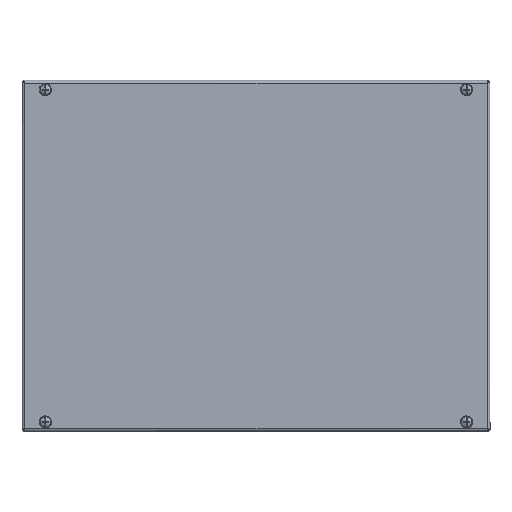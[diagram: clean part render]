
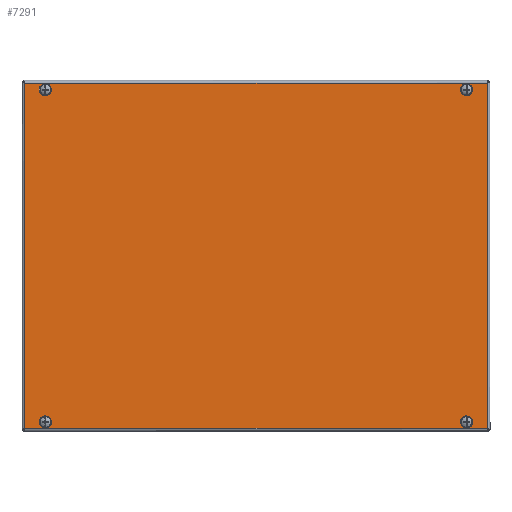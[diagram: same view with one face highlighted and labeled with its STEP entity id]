
A CAD part, top view. The second image highlights one B-rep face of the part: STEP entity #7291.
In plain terms, the highlighted face is planar.
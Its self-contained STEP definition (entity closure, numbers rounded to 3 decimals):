
#527=LINE('',#10769,#1066);
#528=LINE('',#10771,#1067);
#529=LINE('',#10773,#1068);
#530=LINE('',#10774,#1069);
#1066=VECTOR('',#8635,1000.);
#1067=VECTOR('',#8636,1000.);
#1068=VECTOR('',#8637,1000.);
#1069=VECTOR('',#8638,1000.);
#1602=PLANE('',#7814);
#1799=FACE_BOUND('',#2451,.T.);
#1800=FACE_BOUND('',#2452,.T.);
#1801=FACE_BOUND('',#2453,.T.);
#1802=FACE_BOUND('',#2454,.T.);
#1940=FACE_OUTER_BOUND('',#2450,.T.);
#2450=EDGE_LOOP('',(#5064,#5065,#5066,#5067));
#2451=EDGE_LOOP('',(#5068));
#2452=EDGE_LOOP('',(#5069));
#2453=EDGE_LOOP('',(#5070));
#2454=EDGE_LOOP('',(#5071));
#3084=CIRCLE('',#7803,4.);
#3086=CIRCLE('',#7806,4.);
#3088=CIRCLE('',#7809,4.);
#3090=CIRCLE('',#7812,4.);
#3389=VERTEX_POINT('',#10740);
#3391=VERTEX_POINT('',#10745);
#3393=VERTEX_POINT('',#10750);
#3395=VERTEX_POINT('',#10755);
#3400=VERTEX_POINT('',#10767);
#3401=VERTEX_POINT('',#10768);
#3402=VERTEX_POINT('',#10770);
#3403=VERTEX_POINT('',#10772);
#4020=EDGE_CURVE('',#3389,#3389,#3084,.T.);
#4022=EDGE_CURVE('',#3391,#3391,#3086,.T.);
#4024=EDGE_CURVE('',#3393,#3393,#3088,.T.);
#4026=EDGE_CURVE('',#3395,#3395,#3090,.T.);
#4031=EDGE_CURVE('',#3400,#3401,#527,.T.);
#4032=EDGE_CURVE('',#3401,#3402,#528,.T.);
#4033=EDGE_CURVE('',#3402,#3403,#529,.T.);
#4034=EDGE_CURVE('',#3403,#3400,#530,.T.);
#5064=ORIENTED_EDGE('',*,*,#4031,.T.);
#5065=ORIENTED_EDGE('',*,*,#4032,.T.);
#5066=ORIENTED_EDGE('',*,*,#4033,.T.);
#5067=ORIENTED_EDGE('',*,*,#4034,.T.);
#5068=ORIENTED_EDGE('',*,*,#4020,.F.);
#5069=ORIENTED_EDGE('',*,*,#4022,.F.);
#5070=ORIENTED_EDGE('',*,*,#4024,.F.);
#5071=ORIENTED_EDGE('',*,*,#4026,.F.);
#7291=ADVANCED_FACE('',(#1940,#1799,#1800,#1801,#1802),#1602,.F.);
#7803=AXIS2_PLACEMENT_3D('',#10741,#8607,#8608);
#7806=AXIS2_PLACEMENT_3D('',#10746,#8613,#8614);
#7809=AXIS2_PLACEMENT_3D('',#10751,#8619,#8620);
#7812=AXIS2_PLACEMENT_3D('',#10756,#8625,#8626);
#7814=AXIS2_PLACEMENT_3D('',#10766,#8633,#8634);
#8607=DIRECTION('center_axis',(0.,0.,-1.));
#8608=DIRECTION('ref_axis',(1.,0.,0.));
#8613=DIRECTION('center_axis',(0.,0.,-1.));
#8614=DIRECTION('ref_axis',(-1.,0.,0.));
#8619=DIRECTION('center_axis',(0.,0.,-1.));
#8620=DIRECTION('ref_axis',(1.,0.,0.));
#8625=DIRECTION('center_axis',(0.,0.,-1.));
#8626=DIRECTION('ref_axis',(-1.,0.,0.));
#8633=DIRECTION('center_axis',(0.,0.,1.));
#8634=DIRECTION('ref_axis',(1.,0.,0.));
#8635=DIRECTION('',(-1.,0.,0.));
#8636=DIRECTION('',(0.,1.,0.));
#8637=DIRECTION('',(1.,0.,0.));
#8638=DIRECTION('',(0.,-1.,0.));
#10740=CARTESIAN_POINT('',(176.,-142.,0.));
#10741=CARTESIAN_POINT('Origin',(180.,-142.,0.));
#10745=CARTESIAN_POINT('',(-184.,-142.,0.));
#10746=CARTESIAN_POINT('Origin',(-180.,-142.,0.));
#10750=CARTESIAN_POINT('',(-184.,142.,0.));
#10751=CARTESIAN_POINT('Origin',(-180.,142.,0.));
#10755=CARTESIAN_POINT('',(176.,142.,0.));
#10756=CARTESIAN_POINT('Origin',(180.,142.,0.));
#10766=CARTESIAN_POINT('Origin',(-200.,150.,0.));
#10767=CARTESIAN_POINT('',(197.5,-147.5,0.));
#10768=CARTESIAN_POINT('',(-197.5,-147.5,0.));
#10769=CARTESIAN_POINT('',(198.743,-147.5,0.));
#10770=CARTESIAN_POINT('',(-197.5,147.5,0.));
#10771=CARTESIAN_POINT('',(-197.5,-148.743,0.));
#10772=CARTESIAN_POINT('',(197.5,147.5,0.));
#10773=CARTESIAN_POINT('',(-198.743,147.5,0.));
#10774=CARTESIAN_POINT('',(197.5,148.743,0.));
